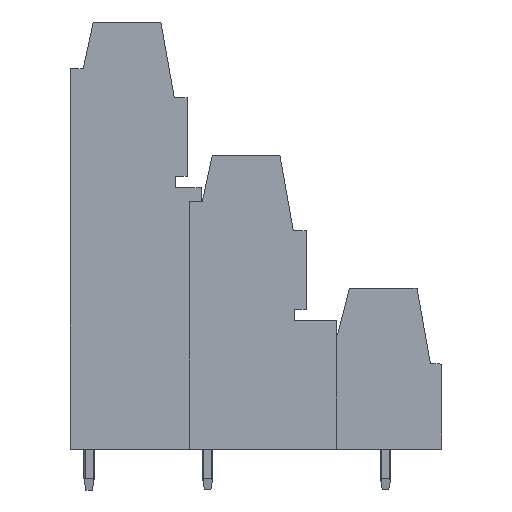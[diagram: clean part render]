
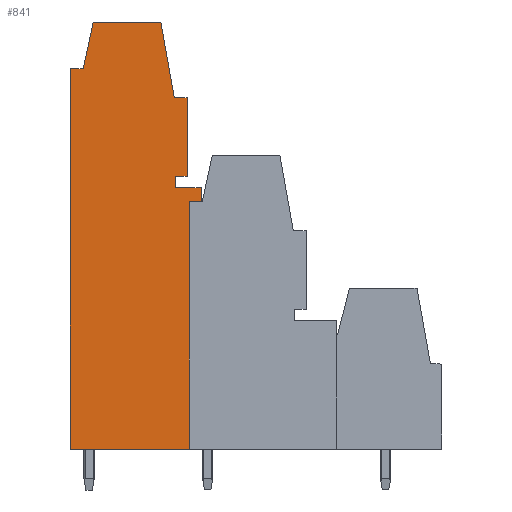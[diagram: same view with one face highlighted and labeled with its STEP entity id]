
A CAD part, left-side view. The second image highlights one B-rep face of the part: STEP entity #841.
In plain terms, the highlighted planar face has unit normal (-1, 0, 0).
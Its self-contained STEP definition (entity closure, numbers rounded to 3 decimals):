
#644=AXIS2_PLACEMENT_3D('Plane Axis2P3D',#641,#642,#643) ;
#529=CARTESIAN_POINT('Vertex',(2.54,20.6,24.7)) ;
#532=CARTESIAN_POINT('Line Origine',(2.54,21.1,24.7)) ;
#536=CARTESIAN_POINT('Vertex',(2.54,21.6,24.7)) ;
#562=CARTESIAN_POINT('Vertex',(2.54,21.6,3.5)) ;
#565=CARTESIAN_POINT('Line Origine',(2.54,26.7,3.5)) ;
#569=CARTESIAN_POINT('Vertex',(2.54,31.8,3.5)) ;
#641=CARTESIAN_POINT('Axis2P3D Location',(2.54,35.177,3.5)) ;
#745=CARTESIAN_POINT('Line Origine',(2.54,20.6,25.3)) ;
#749=CARTESIAN_POINT('Vertex',(2.54,20.6,25.9)) ;
#752=CARTESIAN_POINT('Line Origine',(2.54,21.7,25.9)) ;
#756=CARTESIAN_POINT('Vertex',(2.54,22.8,25.9)) ;
#759=CARTESIAN_POINT('Line Origine',(2.54,22.8,26.4)) ;
#763=CARTESIAN_POINT('Vertex',(2.54,22.8,26.9)) ;
#766=CARTESIAN_POINT('Line Origine',(2.54,22.3,26.9)) ;
#770=CARTESIAN_POINT('Vertex',(2.54,21.8,26.9)) ;
#773=CARTESIAN_POINT('Line Origine',(2.54,21.8,30.25)) ;
#777=CARTESIAN_POINT('Vertex',(2.54,21.8,33.6)) ;
#780=CARTESIAN_POINT('Line Origine',(2.54,22.352,33.6)) ;
#784=CARTESIAN_POINT('Vertex',(2.54,22.904,33.6)) ;
#787=CARTESIAN_POINT('Line Origine',(2.54,23.477,36.85)) ;
#791=CARTESIAN_POINT('Vertex',(2.54,24.05,40.1)) ;
#794=CARTESIAN_POINT('Line Origine',(2.54,26.95,40.1)) ;
#798=CARTESIAN_POINT('Vertex',(2.54,29.85,40.1)) ;
#801=CARTESIAN_POINT('Line Origine',(2.54,30.275,38.1)) ;
#805=CARTESIAN_POINT('Vertex',(2.54,30.7,36.1)) ;
#808=CARTESIAN_POINT('Line Origine',(2.54,31.25,36.1)) ;
#812=CARTESIAN_POINT('Vertex',(2.54,31.8,36.1)) ;
#815=CARTESIAN_POINT('Line Origine',(2.54,31.8,19.8)) ;
#820=CARTESIAN_POINT('Line Origine',(2.54,21.6,14.1)) ;
#533=DIRECTION('Vector Direction',(0.,1.,0.)) ;
#566=DIRECTION('Vector Direction',(0.,-1.,0.)) ;
#642=DIRECTION('Axis2P3D Direction',(-1.,0.,0.)) ;
#643=DIRECTION('Axis2P3D XDirection',(0.,-1.,0.)) ;
#746=DIRECTION('Vector Direction',(0.,0.,1.)) ;
#753=DIRECTION('Vector Direction',(0.,1.,0.)) ;
#760=DIRECTION('Vector Direction',(0.,0.,-1.)) ;
#767=DIRECTION('Vector Direction',(0.,1.,0.)) ;
#774=DIRECTION('Vector Direction',(0.,0.,-1.)) ;
#781=DIRECTION('Vector Direction',(0.,-1.,0.)) ;
#788=DIRECTION('Vector Direction',(0.,-0.174,-0.985)) ;
#795=DIRECTION('Vector Direction',(0.,-1.,0.)) ;
#802=DIRECTION('Vector Direction',(0.,-0.208,0.978)) ;
#809=DIRECTION('Vector Direction',(0.,-1.,0.)) ;
#816=DIRECTION('Vector Direction',(0.,0.,1.)) ;
#821=DIRECTION('Vector Direction',(0.,0.,1.)) ;
#534=VECTOR('Line Direction',#533,1.) ;
#567=VECTOR('Line Direction',#566,1.) ;
#747=VECTOR('Line Direction',#746,1.) ;
#754=VECTOR('Line Direction',#753,1.) ;
#761=VECTOR('Line Direction',#760,1.) ;
#768=VECTOR('Line Direction',#767,1.) ;
#775=VECTOR('Line Direction',#774,1.) ;
#782=VECTOR('Line Direction',#781,1.) ;
#789=VECTOR('Line Direction',#788,1.) ;
#796=VECTOR('Line Direction',#795,1.) ;
#803=VECTOR('Line Direction',#802,1.) ;
#810=VECTOR('Line Direction',#809,1.) ;
#817=VECTOR('Line Direction',#816,1.) ;
#822=VECTOR('Line Direction',#821,1.) ;
#826=ORIENTED_EDGE('',*,*,#751,.T.) ;
#827=ORIENTED_EDGE('',*,*,#758,.T.) ;
#828=ORIENTED_EDGE('',*,*,#765,.F.) ;
#829=ORIENTED_EDGE('',*,*,#772,.F.) ;
#830=ORIENTED_EDGE('',*,*,#779,.F.) ;
#831=ORIENTED_EDGE('',*,*,#786,.F.) ;
#832=ORIENTED_EDGE('',*,*,#793,.F.) ;
#833=ORIENTED_EDGE('',*,*,#800,.F.) ;
#834=ORIENTED_EDGE('',*,*,#807,.F.) ;
#835=ORIENTED_EDGE('',*,*,#814,.F.) ;
#836=ORIENTED_EDGE('',*,*,#819,.F.) ;
#837=ORIENTED_EDGE('',*,*,#571,.T.) ;
#838=ORIENTED_EDGE('',*,*,#824,.T.) ;
#839=ORIENTED_EDGE('',*,*,#538,.F.) ;
#841=ADVANCED_FACE('HOUSING',(#840),#645,.T.) ;
#538=EDGE_CURVE('',#530,#537,#535,.T.) ;
#571=EDGE_CURVE('',#570,#563,#568,.T.) ;
#751=EDGE_CURVE('',#530,#750,#748,.T.) ;
#758=EDGE_CURVE('',#750,#757,#755,.T.) ;
#765=EDGE_CURVE('',#764,#757,#762,.T.) ;
#772=EDGE_CURVE('',#771,#764,#769,.T.) ;
#779=EDGE_CURVE('',#778,#771,#776,.T.) ;
#786=EDGE_CURVE('',#785,#778,#783,.T.) ;
#793=EDGE_CURVE('',#792,#785,#790,.T.) ;
#800=EDGE_CURVE('',#799,#792,#797,.T.) ;
#807=EDGE_CURVE('',#806,#799,#804,.T.) ;
#814=EDGE_CURVE('',#813,#806,#811,.T.) ;
#819=EDGE_CURVE('',#570,#813,#818,.T.) ;
#824=EDGE_CURVE('',#563,#537,#823,.T.) ;
#825=EDGE_LOOP('',(#826,#827,#828,#829,#830,#831,#832,#833,#834,#835,#836,#837,#838,#839)) ;
#840=FACE_OUTER_BOUND('',#825,.T.) ;
#535=LINE('Line',#532,#534) ;
#568=LINE('Line',#565,#567) ;
#748=LINE('Line',#745,#747) ;
#755=LINE('Line',#752,#754) ;
#762=LINE('Line',#759,#761) ;
#769=LINE('Line',#766,#768) ;
#776=LINE('Line',#773,#775) ;
#783=LINE('Line',#780,#782) ;
#790=LINE('Line',#787,#789) ;
#797=LINE('Line',#794,#796) ;
#804=LINE('Line',#801,#803) ;
#811=LINE('Line',#808,#810) ;
#818=LINE('Line',#815,#817) ;
#823=LINE('Line',#820,#822) ;
#645=PLANE('',#644) ;
#530=VERTEX_POINT('',#529) ;
#537=VERTEX_POINT('',#536) ;
#563=VERTEX_POINT('',#562) ;
#570=VERTEX_POINT('',#569) ;
#750=VERTEX_POINT('',#749) ;
#757=VERTEX_POINT('',#756) ;
#764=VERTEX_POINT('',#763) ;
#771=VERTEX_POINT('',#770) ;
#778=VERTEX_POINT('',#777) ;
#785=VERTEX_POINT('',#784) ;
#792=VERTEX_POINT('',#791) ;
#799=VERTEX_POINT('',#798) ;
#806=VERTEX_POINT('',#805) ;
#813=VERTEX_POINT('',#812) ;
